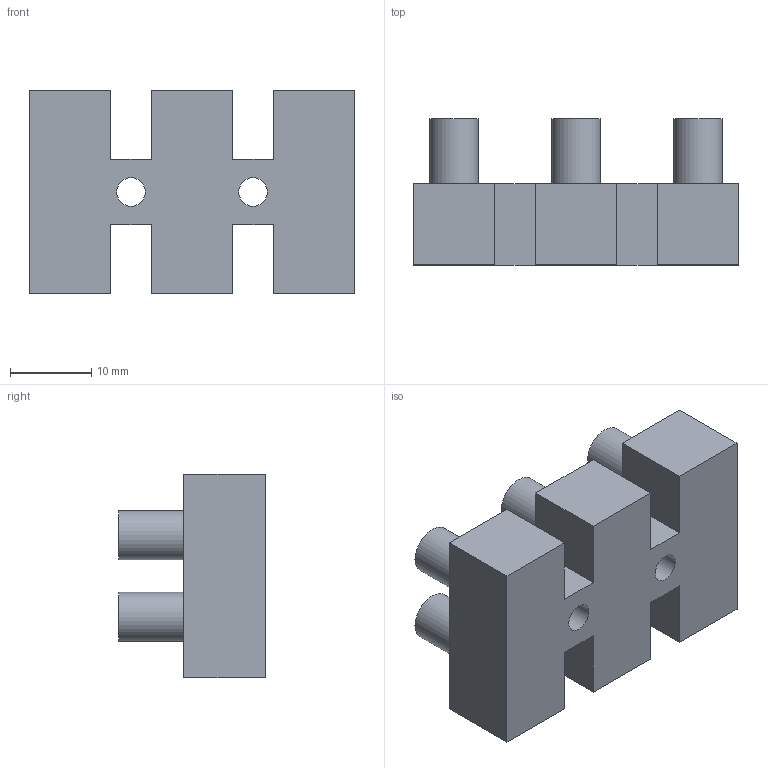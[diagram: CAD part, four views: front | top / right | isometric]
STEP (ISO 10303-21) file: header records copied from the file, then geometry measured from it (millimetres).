
FILE_DESCRIPTION(/* description */ (''),/* implementation_level */ '2;1');
FILE_NAME(/* name */ 'PinoonChopBloc v3.step',/* time_stamp */ '2023-07-15T18:02:30+01:00',/* author */ (''),/* organization */ (''),/* preprocessor_version */ 'ST-DEVELOPER v19.2',/* originating_system */ 'Autodesk Translation Framework v12.6.0.85',/* authorisation */ '');
FILE_SCHEMA (('AUTOMOTIVE_DESIGN { 1 0 10303 214 3 1 1 }'));
Length unit declared in the file: millimetre
Products named in the file (1): PinoonChopBloc
Bounding box: 40 x 18 x 25 mm (x, y, z)
Volume: 8522.3 mm3; surface area: 5480.2 mm2
Topology: 1 solids, 1 shells, 48 faces, 102 edges, 68 vertices
Faces by surface type: plane 34, cylinder 14
Full cylindrical faces by diameter (mm): 3.5 x2, 5 x6, 6 x6
Entity records: 1335 total; most frequent: DIRECTION 228, CARTESIAN_POINT 219, ORIENTED_EDGE 204, EDGE_CURVE 102, AXIS2_PLACEMENT_3D 77, LINE 74, VECTOR 74, VERTEX_POINT 68
